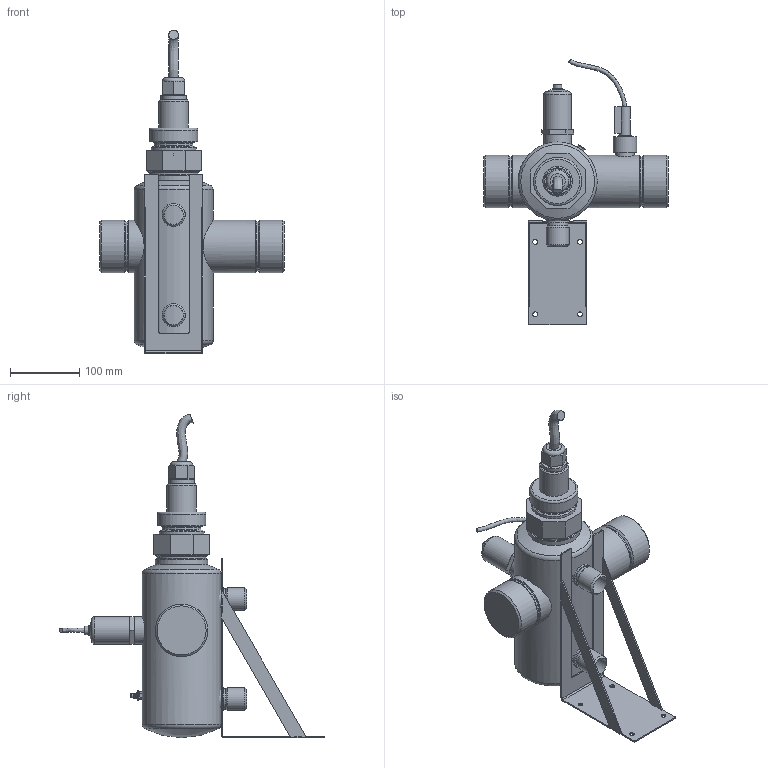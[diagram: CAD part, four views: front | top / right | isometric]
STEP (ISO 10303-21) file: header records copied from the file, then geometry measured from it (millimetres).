
FILE_DESCRIPTION (( 'STEP AP214' ), '1' );
FILE_NAME ('ÓÔÌ.06.000.00.000 - Óñòàíîâêà ÓÔ-îáðàáîòêè âîäû UVM-600.STEP', '2024-01-22T14:20:13', ( '' ), ( '' ), 'SwSTEP 2.0', 'SolidWorks 2016', '' );
FILE_SCHEMA (( 'AUTOMOTIVE_DESIGN' ));
Length unit declared in the file: millimetre
Products named in the file (2): ÓÔÌ.06.000.00.000 - Óñòàíîâêà ÓÔ-îáðàáîòêè âîäû UVM-600
Bounding box: 267.68 x 384.19 x 468.56 mm (x, y, z)
Volume: 3832140.6 mm3; surface area: 295393.5 mm2
Topology: 14 solids, 20 shells, 337 faces, 737 edges, 473 vertices
Faces by surface type: plane 200, cylinder 84, cone 37, torus 12, sphere 2, bspline 2
Full cylindrical faces by diameter (mm): 3.3 x2, 4.3 x2, 5 x1, 6 x2, 7 x4, 9 x2, 10 x1, 11 x3, 11.5 x1, 12 x2, 14 x1, 14.2 x1, 15 x4, 20 x1, 26.4 x1, 26.9 x1, 27.7 x2, 28 x1, 29 x1, 29.5 x2, 32 x2, 33.249 x2, 33.7 x2, 34 x1, 36.95 x1, 40 x2, 43 x1, 56 x1, 59.614 x1, 65 x1
Entity records: 13217 total; most frequent: CARTESIAN_POINT 2809, DIRECTION 1422, ORIENTED_EDGE 1214, EDGE_CURVE 607, AXIS2_PLACEMENT_3D 536, EDGE_LOOP 498, VERTEX_POINT 445, FACE_OUTER_BOUND 414
